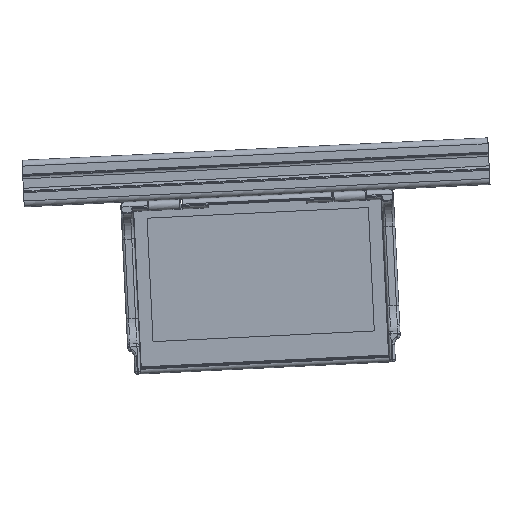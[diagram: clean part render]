
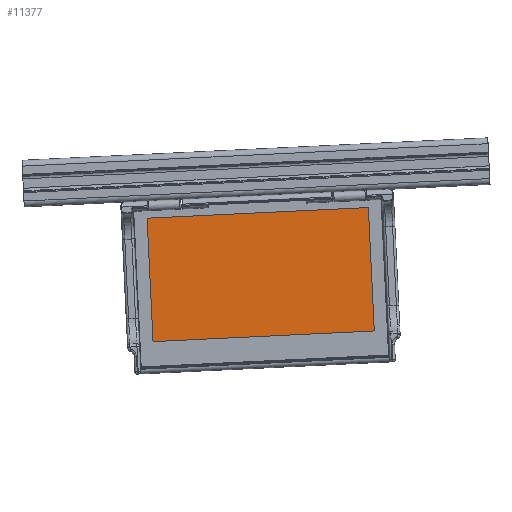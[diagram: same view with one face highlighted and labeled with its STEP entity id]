
A CAD part, front view. The second image highlights one B-rep face of the part: STEP entity #11377.
In plain terms, the highlighted face is planar.
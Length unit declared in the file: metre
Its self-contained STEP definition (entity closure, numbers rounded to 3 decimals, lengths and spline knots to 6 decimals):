
#398=PLANE('',#12479);
#1475=LINE('',#18758,#2623);
#1476=LINE('',#18761,#2624);
#1477=LINE('',#18763,#2625);
#1478=LINE('',#18765,#2626);
#2623=VECTOR('',#15333,1.);
#2624=VECTOR('',#15334,1.);
#2625=VECTOR('',#15335,1.);
#2626=VECTOR('',#15336,1.);
#5423=ORIENTED_EDGE('',*,*,#7355,.T.);
#5424=ORIENTED_EDGE('',*,*,#7356,.T.);
#5425=ORIENTED_EDGE('',*,*,#7357,.T.);
#5426=ORIENTED_EDGE('',*,*,#7358,.T.);
#7355=EDGE_CURVE('',#8510,#8511,#1475,.T.);
#7356=EDGE_CURVE('',#8511,#8512,#1476,.T.);
#7357=EDGE_CURVE('',#8512,#8513,#1477,.T.);
#7358=EDGE_CURVE('',#8513,#8510,#1478,.T.);
#8510=VERTEX_POINT('',#18759);
#8511=VERTEX_POINT('',#18760);
#8512=VERTEX_POINT('',#18762);
#8513=VERTEX_POINT('',#18764);
#9721=EDGE_LOOP('',(#5423,#5424,#5425,#5426));
#10508=FACE_BOUND('',#9721,.T.);
#11377=ADVANCED_FACE('',(#10508),#398,.T.);
#12479=AXIS2_PLACEMENT_3D('',#18757,#15331,#15332);
#15331=DIRECTION('',(0.,0.,-1.));
#15332=DIRECTION('',(1.,0.,0.));
#15333=DIRECTION('',(1.,0.,0.));
#15334=DIRECTION('',(0.,-1.,0.));
#15335=DIRECTION('',(-1.,0.,0.));
#15336=DIRECTION('',(0.,1.,0.));
#18757=CARTESIAN_POINT('',(0.,0.042924,-0.0033));
#18758=CARTESIAN_POINT('',(-0.0475,0.0234,-0.0033));
#18759=CARTESIAN_POINT('',(-0.0475,0.0234,-0.0033));
#18760=CARTESIAN_POINT('',(0.0475,0.0234,-0.0033));
#18761=CARTESIAN_POINT('',(0.0475,0.0234,-0.0033));
#18762=CARTESIAN_POINT('',(0.0475,-0.0296,-0.0033));
#18763=CARTESIAN_POINT('',(0.0475,-0.0296,-0.0033));
#18764=CARTESIAN_POINT('',(-0.0475,-0.0296,-0.0033));
#18765=CARTESIAN_POINT('',(-0.0475,-0.0296,-0.0033));
